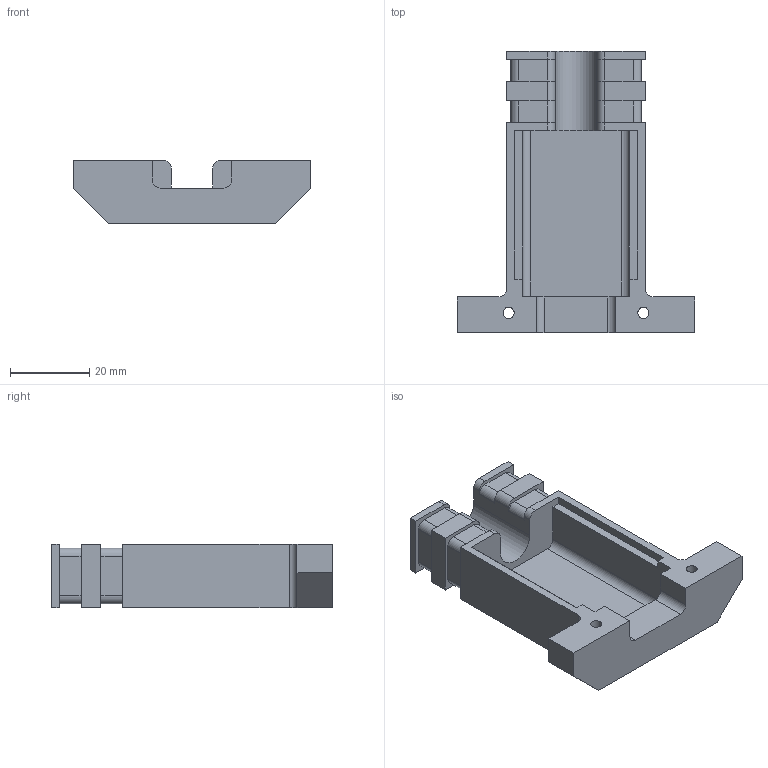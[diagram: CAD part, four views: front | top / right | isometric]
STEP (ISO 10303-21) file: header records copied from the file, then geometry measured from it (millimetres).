
FILE_DESCRIPTION(/* description */ (''),/* implementation_level */ '2;1');
FILE_NAME(/* name */ 'Cable PCB Mount.step',/* time_stamp */ '2020-09-30T20:47:08-05:00',/* author */ (''),/* organization */ (''),/* preprocessor_version */ 'ST-DEVELOPER v18.1',/* originating_system */ 'Autodesk Translation Framework v9.3.0.1241',/* authorisation */ '');
FILE_SCHEMA (('AUTOMOTIVE_DESIGN { 1 0 10303 214 3 1 1 }'));
Length unit declared in the file: millimetre
Products named in the file (1): Cable Mount
Bounding box: 60 x 71 x 16 mm (x, y, z)
Volume: 21819.1 mm3; surface area: 11641 mm2
Topology: 1 solids, 1 shells, 80 faces, 234 edges, 156 vertices
Faces by surface type: plane 53, cylinder 27
Full cylindrical faces by diameter (mm): 2.8 x2
Entity records: 2693 total; most frequent: CARTESIAN_POINT 471, ORIENTED_EDGE 468, DIRECTION 450, EDGE_CURVE 234, LINE 180, VECTOR 180, VERTEX_POINT 156, AXIS2_PLACEMENT_3D 135
